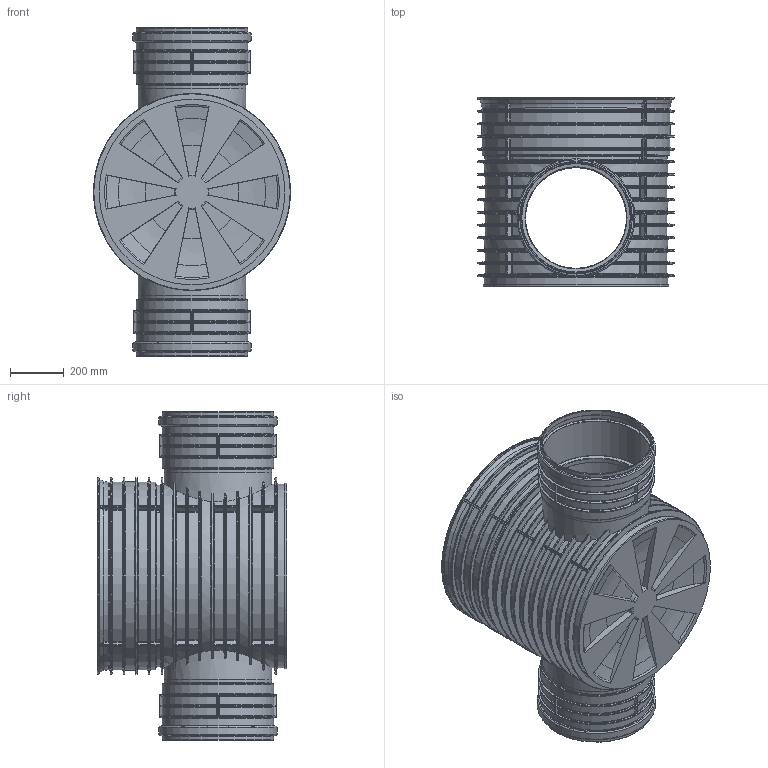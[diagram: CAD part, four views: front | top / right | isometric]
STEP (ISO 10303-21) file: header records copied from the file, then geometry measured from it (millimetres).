
FILE_DESCRIPTION(/* description */ (''),/* implementation_level */ '2;1');
FILE_NAME(/* name */ '661080z.stp',/* time_stamp */ '2025-01-18T07:37:48+01:00',/* author */ ('corinna'),/* organization */ (''),/* preprocessor_version */ 'ST-DEVELOPER v20',/* originating_system */ 'Autodesk Inventor 2024',/* authorisation */ '');
FILE_SCHEMA (('AUTOMOTIVE_DESIGN { 1 0 10303 214 3 1 1 }'));
Length unit declared in the file: millimetre
Products named in the file (5): 661080z; 661080 Schachtboden DN600 Grundkörper; 661080 Teil 1; 661080 Teil 1_MIR; 661080 Schacht DN600 Boden
Assembly tree (4 placements, depth 2):
  661080z
    661080 Schachtboden DN600 Grundkörper
    661080 Teil 1
    661080 Teil 1_MIR
    661080 Schacht DN600 Boden
Bounding box: 731 x 702 x 1218 mm (x, y, z)
Volume: 34474063 mm3; surface area: 7695590.6 mm2
Topology: 4 solids, 36 shells, 1939 faces, 4908 edges, 2916 vertices
Faces by surface type: bspline 541, cylinder 384, torus 381, plane 282, cone 191, sphere 160
Full cylindrical faces by diameter (mm): 120 x1, 185 x1, 200 x1, 375.4 x3, 400 x4, 404 x4, 415 x6, 427.1 x2, 432 x4, 438.1 x2, 640 x1, 650 x1, 666 x2, 681 x2, 685 x1, 690 x1, 700 x1, 731 x3
Entity records: 76283 total; most frequent: CARTESIAN_POINT 34465, ORIENTED_EDGE 9496, DIRECTION 7662, EDGE_CURVE 4748, AXIS2_PLACEMENT_3D 3420, VERTEX_POINT 2916, EDGE_LOOP 1990, CIRCLE 1965
